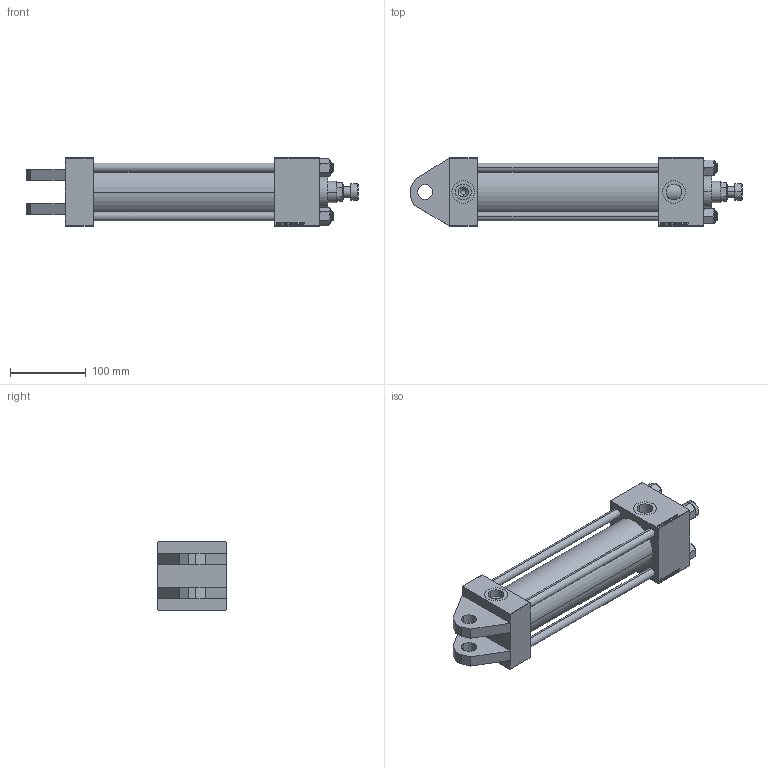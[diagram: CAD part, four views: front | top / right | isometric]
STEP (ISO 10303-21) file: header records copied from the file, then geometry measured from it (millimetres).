
FILE_DESCRIPTION (( 'STEP AP203' ), '1' );
FILE_NAME ('7fb6.STEP', '2022-09-14T02:02:13', ( '' ), ( '' ), 'SwSTEP 2.0', 'SolidWorks 2019', '' );
FILE_SCHEMA (( 'CONFIG_CONTROL_DESIGN' ));
Length unit declared in the file: millimetre
Products named in the file (7): NUT_M5_H 14cf65ee7b8bd855924347e2de110b7a; V215CR_ROD_END_W 14cf65ee7b8bd855924347e2de110b7a; V215CR_TYCINKA_H 14cf65ee7b8bd855924347e2de110b7a; 7fb6; V215CR_H_Body 14cf65ee7b8bd855924347e2de110b7a; V215_VC_A 14cf65ee7b8bd855924347e2de110b7a; V215CR_VCP_H 14cf65ee7b8bd855924347e2de110b7a
Assembly tree (12 placements, depth 2):
  7fb6
    V215CR_H_Body 14cf65ee7b8bd855924347e2de110b7a
    V215CR_VCP_H 14cf65ee7b8bd855924347e2de110b7a
    V215CR_TYCINKA_H 14cf65ee7b8bd855924347e2de110b7a  x4
    NUT_M5_H 14cf65ee7b8bd855924347e2de110b7a  x4
    V215_VC_A 14cf65ee7b8bd855924347e2de110b7a
    V215CR_ROD_END_W 14cf65ee7b8bd855924347e2de110b7a
Bounding box: 439 x 90 x 90 mm (x, y, z)
Volume: 1349656.8 mm3; surface area: 316919.1 mm2
Topology: 12 solids, 12 shells, 1143 faces, 2868 edges, 1859 vertices
Faces by surface type: plane 522, bspline 392, cone 130, cylinder 87, torus 12
Entity records: 50234 total; most frequent: CARTESIAN_POINT 27099, ORIENTED_EDGE 5228, DIRECTION 3292, EDGE_CURVE 2614, VERTEX_POINT 1715, LINE 1578, VECTOR 1578, EDGE_LOOP 1149
